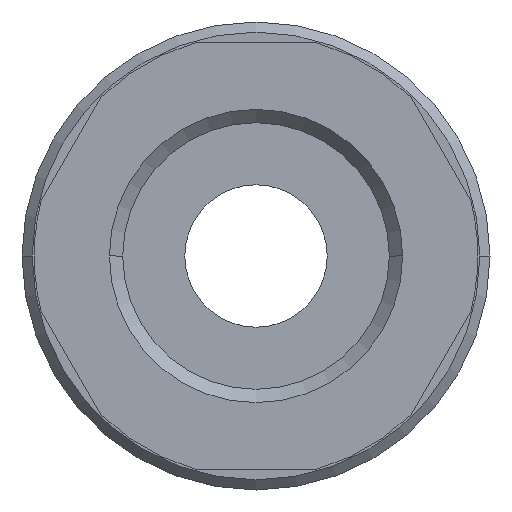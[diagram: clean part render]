
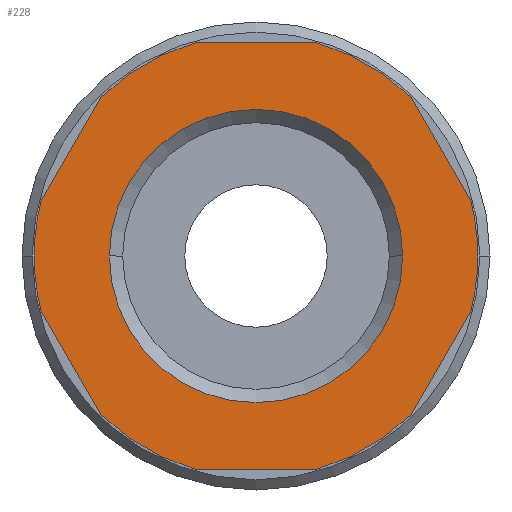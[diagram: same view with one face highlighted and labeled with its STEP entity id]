
A CAD part, front view. The second image highlights one B-rep face of the part: STEP entity #228.
In plain terms, the highlighted planar face has unit normal (0, -1, 0).
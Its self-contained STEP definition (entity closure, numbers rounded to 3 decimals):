
#228=ADVANCED_FACE('',(#483,#484),#485,.T.);
#483=FACE_BOUND('',#758,.T.);
#484=FACE_OUTER_BOUND('',#759,.T.);
#485=PLANE('',#760);
#758=EDGE_LOOP('',(#1335,#1336));
#759=EDGE_LOOP('',(#1337,#1338,#1339,#1340,#1341,#1342,#1343,#1344,#1345,#1346,#1347,#1348,#1349,#1350));
#760=AXIS2_PLACEMENT_3D('',#1351,#1352,#1353);
#1335=ORIENTED_EDGE('',*,*,#1793,.T.);
#1336=ORIENTED_EDGE('',*,*,#1741,.T.);
#1337=ORIENTED_EDGE('',*,*,#1777,.T.);
#1338=ORIENTED_EDGE('',*,*,#1585,.F.);
#1339=ORIENTED_EDGE('',*,*,#1794,.T.);
#1340=ORIENTED_EDGE('',*,*,#1677,.F.);
#1341=ORIENTED_EDGE('',*,*,#1784,.T.);
#1342=ORIENTED_EDGE('',*,*,#1719,.F.);
#1343=ORIENTED_EDGE('',*,*,#1685,.F.);
#1344=ORIENTED_EDGE('',*,*,#1795,.T.);
#1345=ORIENTED_EDGE('',*,*,#1575,.F.);
#1346=ORIENTED_EDGE('',*,*,#1701,.T.);
#1347=ORIENTED_EDGE('',*,*,#1796,.F.);
#1348=ORIENTED_EDGE('',*,*,#1747,.T.);
#1349=ORIENTED_EDGE('',*,*,#1709,.F.);
#1350=ORIENTED_EDGE('',*,*,#1797,.F.);
#1351=CARTESIAN_POINT('',(5.45,0.0,0.0));
#1352=DIRECTION('',(-0.0,-1.0,-0.0));
#1353=DIRECTION('',(-1.0,0.0,0.0));
#1575=EDGE_CURVE('',#1858,#1853,#1860,.T.);
#1585=EDGE_CURVE('',#1876,#1871,#1878,.T.);
#1677=EDGE_CURVE('',#2026,#2024,#2028,.T.);
#1685=EDGE_CURVE('',#2038,#2036,#2040,.T.);
#1701=EDGE_CURVE('',#1858,#2061,#2063,.T.);
#1709=EDGE_CURVE('',#2070,#2072,#2073,.T.);
#1719=EDGE_CURVE('',#2036,#2087,#2088,.T.);
#1741=EDGE_CURVE('',#2112,#2115,#2117,.T.);
#1747=EDGE_CURVE('',#2125,#2072,#2126,.T.);
#1777=EDGE_CURVE('',#2160,#1871,#2161,.T.);
#1784=EDGE_CURVE('',#2026,#2087,#2169,.T.);
#1793=EDGE_CURVE('',#2115,#2112,#2178,.T.);
#1794=EDGE_CURVE('',#1876,#2024,#2179,.T.);
#1795=EDGE_CURVE('',#2038,#1853,#2180,.T.);
#1796=EDGE_CURVE('',#2125,#2061,#2181,.T.);
#1797=EDGE_CURVE('',#2160,#2070,#2182,.T.);
#1853=VERTEX_POINT('',#2253);
#1858=VERTEX_POINT('',#2259);
#1860=CIRCLE('',#2262,10.9);
#1871=VERTEX_POINT('',#2275);
#1876=VERTEX_POINT('',#2281);
#1878=CIRCLE('',#2284,10.9);
#2024=VERTEX_POINT('',#2529);
#2026=VERTEX_POINT('',#2532);
#2028=CIRCLE('',#2535,10.9);
#2036=VERTEX_POINT('',#2545);
#2038=VERTEX_POINT('',#2548);
#2040=CIRCLE('',#2551,10.9);
#2061=VERTEX_POINT('',#2610);
#2063=LINE('',#2613,#2614);
#2070=VERTEX_POINT('',#2621);
#2072=VERTEX_POINT('',#2624);
#2073=CIRCLE('',#2625,10.9);
#2087=VERTEX_POINT('',#2653);
#2088=CIRCLE('',#2654,10.9);
#2112=VERTEX_POINT('',#2726);
#2115=VERTEX_POINT('',#2730);
#2117=CIRCLE('',#2733,7.205);
#2125=VERTEX_POINT('',#2743);
#2126=LINE('',#2744,#2745);
#2160=VERTEX_POINT('',#2788);
#2161=LINE('',#2789,#2790);
#2169=LINE('',#2821,#2822);
#2178=CIRCLE('',#2833,7.205);
#2179=LINE('',#2834,#2835);
#2180=LINE('',#2836,#2837);
#2181=CIRCLE('',#2838,10.9);
#2182=CIRCLE('',#2839,10.9);
#2253=CARTESIAN_POINT('',(7.63,0.0,7.784));
#2259=CARTESIAN_POINT('',(2.926,0.0,10.5));
#2262=AXIS2_PLACEMENT_3D('',#2965,#2966,#2967);
#2275=CARTESIAN_POINT('',(-7.63,0.0,-7.784));
#2281=CARTESIAN_POINT('',(-2.926,0.0,-10.5));
#2284=AXIS2_PLACEMENT_3D('',#2981,#2982,#2983);
#2529=CARTESIAN_POINT('',(2.926,0.0,-10.5));
#2532=CARTESIAN_POINT('',(7.63,0.0,-7.784));
#2535=AXIS2_PLACEMENT_3D('',#3134,#3135,#3136);
#2545=CARTESIAN_POINT('',(10.9,0.0,0.));
#2548=CARTESIAN_POINT('',(10.556,0.0,2.716));
#2551=AXIS2_PLACEMENT_3D('',#3144,#3145,#3146);
#2610=CARTESIAN_POINT('',(-2.926,0.0,10.5));
#2613=CARTESIAN_POINT('',(2.725,0.0,10.5));
#2614=VECTOR('',#3159,1.0);
#2621=CARTESIAN_POINT('',(-10.9,0.0,0.));
#2624=CARTESIAN_POINT('',(-10.556,0.0,2.716));
#2625=AXIS2_PLACEMENT_3D('',#3170,#3171,#3172);
#2653=CARTESIAN_POINT('',(10.556,0.0,-2.716));
#2654=AXIS2_PLACEMENT_3D('',#3182,#3183,#3184);
#2726=CARTESIAN_POINT('',(7.205,0.0,0.));
#2730=CARTESIAN_POINT('',(-7.205,0.0,0.));
#2733=AXIS2_PLACEMENT_3D('',#3206,#3207,#3208);
#2743=CARTESIAN_POINT('',(-7.63,0.0,7.784));
#2744=CARTESIAN_POINT('',(-8.412,0.0,6.43));
#2745=VECTOR('',#3214,1.0);
#2788=CARTESIAN_POINT('',(-10.556,0.0,-2.716));
#2789=CARTESIAN_POINT('',(-8.412,0.0,-6.43));
#2790=VECTOR('',#3254,1.0);
#2821=CARTESIAN_POINT('',(9.775,0.0,-4.07));
#2822=VECTOR('',#3256,1.0);
#2833=AXIS2_PLACEMENT_3D('',#3265,#3266,#3267);
#2834=CARTESIAN_POINT('',(2.725,0.0,-10.5));
#2835=VECTOR('',#3268,1.0);
#2836=CARTESIAN_POINT('',(9.775,0.0,4.07));
#2837=VECTOR('',#3269,1.0);
#2838=AXIS2_PLACEMENT_3D('',#3270,#3271,#3272);
#2839=AXIS2_PLACEMENT_3D('',#3273,#3274,#3275);
#2965=CARTESIAN_POINT('',(0.0,0.0,0.0));
#2966=DIRECTION('',(-0.0,1.0,0.0));
#2967=DIRECTION('',(1.0,0.0,0.0));
#2981=CARTESIAN_POINT('',(0.0,0.0,0.0));
#2982=DIRECTION('',(-0.0,1.0,0.0));
#2983=DIRECTION('',(1.0,0.0,0.0));
#3134=CARTESIAN_POINT('',(0.0,0.0,0.0));
#3135=DIRECTION('',(-0.0,1.0,0.0));
#3136=DIRECTION('',(1.0,0.0,0.0));
#3144=CARTESIAN_POINT('',(0.0,0.0,0.0));
#3145=DIRECTION('',(-0.0,1.0,0.0));
#3146=DIRECTION('',(1.0,0.0,0.0));
#3159=DIRECTION('',(-1.0,0.0,0.));
#3170=CARTESIAN_POINT('',(0.0,0.0,0.0));
#3171=DIRECTION('',(-0.0,1.0,0.0));
#3172=DIRECTION('',(1.0,0.0,0.0));
#3182=CARTESIAN_POINT('',(0.0,0.0,0.0));
#3183=DIRECTION('',(-0.0,1.0,0.0));
#3184=DIRECTION('',(1.0,0.0,0.0));
#3206=CARTESIAN_POINT('',(0.0,0.0,0.0));
#3207=DIRECTION('',(-0.0,1.0,0.0));
#3208=DIRECTION('',(1.0,0.0,0.0));
#3214=DIRECTION('',(-0.5,0.0,-0.866));
#3254=DIRECTION('',(0.5,0.0,-0.866));
#3256=DIRECTION('',(0.5,-0.0,0.866));
#3265=CARTESIAN_POINT('',(0.0,0.0,0.0));
#3266=DIRECTION('',(-0.0,1.0,0.0));
#3267=DIRECTION('',(1.0,0.0,0.0));
#3268=DIRECTION('',(1.0,-0.0,0.0));
#3269=DIRECTION('',(-0.5,0.0,0.866));
#3270=CARTESIAN_POINT('',(0.0,0.0,0.0));
#3271=DIRECTION('',(-0.0,1.0,0.0));
#3272=DIRECTION('',(1.0,0.0,0.0));
#3273=CARTESIAN_POINT('',(0.0,0.0,0.0));
#3274=DIRECTION('',(-0.0,1.0,0.0));
#3275=DIRECTION('',(1.0,0.0,0.0));
